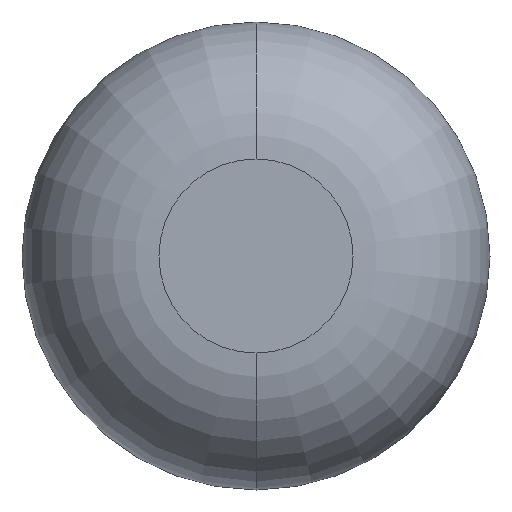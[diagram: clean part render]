
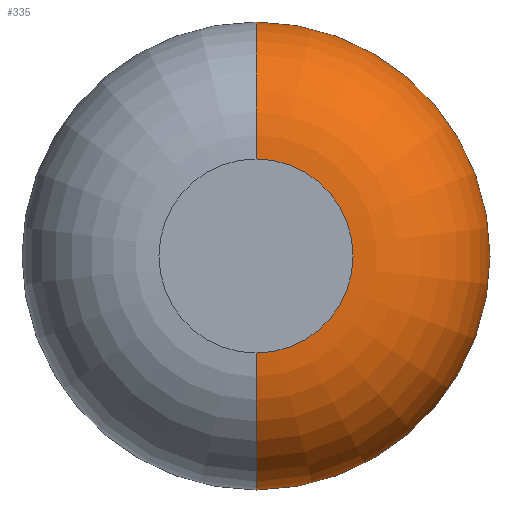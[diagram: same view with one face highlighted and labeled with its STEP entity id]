
A CAD part, front view. The second image highlights one B-rep face of the part: STEP entity #335.
In plain terms, the highlighted toroidal (fillet/blend) face has major radius 4.25 mm and minor radius 6 mm.
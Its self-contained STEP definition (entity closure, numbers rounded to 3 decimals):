
#11 = CIRCLE ( 'NONE', #1480, 10.25 ) ;
#54 = AXIS2_PLACEMENT_3D ( 'NONE', #319, #714, #1164 ) ;
#82 = DIRECTION ( 'NONE',  ( 1., 0., 0. ) ) ;
#235 = DIRECTION ( 'NONE',  ( 0., -1., 0. ) ) ;
#283 = CARTESIAN_POINT ( 'NONE',  ( 0., -1.5, 0. ) ) ;
#319 = CARTESIAN_POINT ( 'NONE',  ( 0., -7.5, 0. ) ) ;
#335 = ADVANCED_FACE ( 'NONE', ( #1505 ), #599, .T. ) ;
#356 = CARTESIAN_POINT ( 'NONE',  ( 0., -1.5, 0. ) ) ;
#396 = CARTESIAN_POINT ( 'NONE',  ( 0., -7.5, -4.25 ) ) ;
#470 = CIRCLE ( 'NONE', #1048, 6. ) ;
#489 = DIRECTION ( 'NONE',  ( 0., 0., -1. ) ) ;
#505 = ORIENTED_EDGE ( 'NONE', *, *, #1082, .T. ) ;
#551 = DIRECTION ( 'NONE',  ( -1., 0., 0. ) ) ;
#599 = TOROIDAL_SURFACE ( 'NONE', #1397, 4.25, 6. ) ;
#714 = DIRECTION ( 'NONE',  ( 0., -1., 0. ) ) ;
#720 = EDGE_CURVE ( 'NONE', #1436, #930, #11, .T. ) ;
#752 = ORIENTED_EDGE ( 'NONE', *, *, #1180, .F. ) ;
#820 = CARTESIAN_POINT ( 'NONE',  ( 0., -1.5, -4.25 ) ) ;
#826 = AXIS2_PLACEMENT_3D ( 'NONE', #820, #551, #1033 ) ;
#846 = CARTESIAN_POINT ( 'NONE',  ( 0., -1.5, -10.25 ) ) ;
#930 = VERTEX_POINT ( 'NONE', #960 ) ;
#960 = CARTESIAN_POINT ( 'NONE',  ( 0., -1.5, 10.25 ) ) ;
#1033 = DIRECTION ( 'NONE',  ( 0., 0., 1. ) ) ;
#1048 = AXIS2_PLACEMENT_3D ( 'NONE', #1446, #82, #1259 ) ;
#1073 = EDGE_LOOP ( 'NONE', ( #1357, #505, #752, #1177 ) ) ;
#1082 = EDGE_CURVE ( 'NONE', #930, #1169, #470, .T. ) ;
#1088 = DIRECTION ( 'NONE',  ( 0., 0., -1. ) ) ;
#1097 = CARTESIAN_POINT ( 'NONE',  ( 0., -7.5, 4.25 ) ) ;
#1164 = DIRECTION ( 'NONE',  ( 0., 0., -1. ) ) ;
#1169 = VERTEX_POINT ( 'NONE', #1097 ) ;
#1177 = ORIENTED_EDGE ( 'NONE', *, *, #1499, .F. ) ;
#1180 = EDGE_CURVE ( 'NONE', #1501, #1169, #1579, .T. ) ;
#1259 = DIRECTION ( 'NONE',  ( 0., 0., -1. ) ) ;
#1281 = CIRCLE ( 'NONE', #826, 6. ) ;
#1325 = DIRECTION ( 'NONE',  ( 0., -1., 0. ) ) ;
#1357 = ORIENTED_EDGE ( 'NONE', *, *, #720, .T. ) ;
#1397 = AXIS2_PLACEMENT_3D ( 'NONE', #356, #235, #489 ) ;
#1436 = VERTEX_POINT ( 'NONE', #846 ) ;
#1446 = CARTESIAN_POINT ( 'NONE',  ( 0., -1.5, 4.25 ) ) ;
#1480 = AXIS2_PLACEMENT_3D ( 'NONE', #283, #1325, #1088 ) ;
#1499 = EDGE_CURVE ( 'NONE', #1436, #1501, #1281, .T. ) ;
#1501 = VERTEX_POINT ( 'NONE', #396 ) ;
#1505 = FACE_OUTER_BOUND ( 'NONE', #1073, .T. ) ;
#1579 = CIRCLE ( 'NONE', #54, 4.25 ) ;
